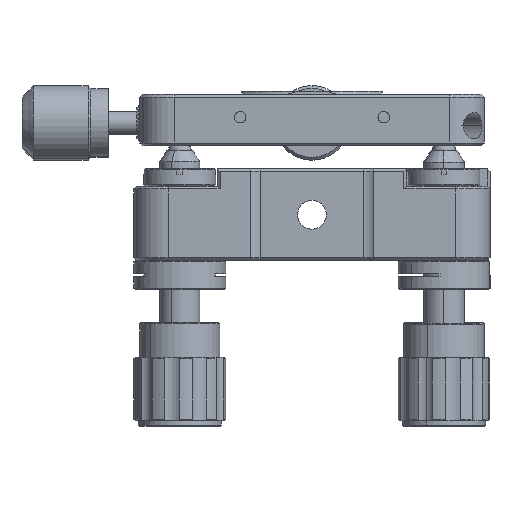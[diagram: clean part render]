
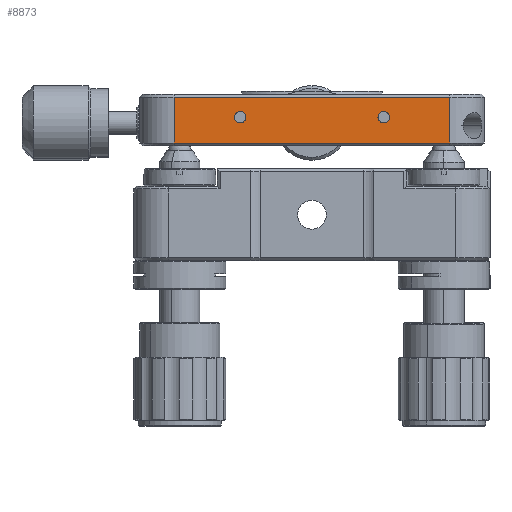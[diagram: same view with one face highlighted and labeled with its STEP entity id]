
A CAD part, front view. The second image highlights one B-rep face of the part: STEP entity #8873.
In plain terms, the highlighted planar face has unit normal (0, -1, 0).
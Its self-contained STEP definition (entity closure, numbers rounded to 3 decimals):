
#140 = AXIS2_PLACEMENT_3D ( 'NONE', #22103, #22273, #10794 ) ;
#728 = CIRCLE ( 'NONE', #20735, 1. ) ;
#736 = DIRECTION ( 'NONE',  ( 0., 0., 1. ) ) ;
#1051 = VERTEX_POINT ( 'NONE', #10940 ) ;
#1374 = DIRECTION ( 'NONE',  ( 1., 0., 0. ) ) ;
#1416 = AXIS2_PLACEMENT_3D ( 'NONE', #7612, #24790, #23348 ) ;
#1558 = FACE_BOUND ( 'NONE', #7054, .T. ) ;
#1793 = CARTESIAN_POINT ( 'NONE',  ( 30., -30., -0.5 ) ) ;
#1831 = DIRECTION ( 'NONE',  ( 0., -1., 0. ) ) ;
#2585 = VERTEX_POINT ( 'NONE', #16800 ) ;
#2981 = EDGE_CURVE ( 'NONE', #3592, #12839, #728, .T. ) ;
#3437 = PLANE ( 'NONE',  #19236 ) ;
#3523 = CARTESIAN_POINT ( 'NONE',  ( 12.5, -30., -3. ) ) ;
#3592 = VERTEX_POINT ( 'NONE', #3523 ) ;
#3741 = CARTESIAN_POINT ( 'NONE',  ( -12.5, -30., -3. ) ) ;
#4041 = LINE ( 'NONE', #1793, #20540 ) ;
#4348 = DIRECTION ( 'NONE',  ( 0., 0., -1. ) ) ;
#4413 = ORIENTED_EDGE ( 'NONE', *, *, #24304, .T. ) ;
#4572 = CIRCLE ( 'NONE', #140, 1. ) ;
#5749 = FACE_BOUND ( 'NONE', #18805, .T. ) ;
#6807 = LINE ( 'NONE', #15609, #24804 ) ;
#7054 = EDGE_LOOP ( 'NONE', ( #22468, #18010 ) ) ;
#7139 = ORIENTED_EDGE ( 'NONE', *, *, #21781, .T. ) ;
#7294 = CARTESIAN_POINT ( 'NONE',  ( 30., -30., -9. ) ) ;
#7552 = EDGE_CURVE ( 'NONE', #21082, #24568, #4572, .T. ) ;
#7612 = CARTESIAN_POINT ( 'NONE',  ( -12.5, -30., -4. ) ) ;
#7729 = CARTESIAN_POINT ( 'NONE',  ( -24., -30., -9. ) ) ;
#7733 = EDGE_CURVE ( 'NONE', #24568, #21082, #7871, .T. ) ;
#7871 = CIRCLE ( 'NONE', #1416, 1. ) ;
#8049 = CARTESIAN_POINT ( 'NONE',  ( -24., -30., -8.5 ) ) ;
#8063 = VECTOR ( 'NONE', #1374, 1000. ) ;
#8158 = LINE ( 'NONE', #7729, #17177 ) ;
#8873 = ADVANCED_FACE ( 'NONE', ( #1558, #5749, #14723 ), #3437, .F. ) ;
#9233 = DIRECTION ( 'NONE',  ( -1., 0., 0. ) ) ;
#10191 = VERTEX_POINT ( 'NONE', #8049 ) ;
#10794 = DIRECTION ( 'NONE',  ( 0., 0., 1. ) ) ;
#10940 = CARTESIAN_POINT ( 'NONE',  ( -24., -30., -0.5 ) ) ;
#12226 = DIRECTION ( 'NONE',  ( 0., -1., 0. ) ) ;
#12839 = VERTEX_POINT ( 'NONE', #18826 ) ;
#13629 = CARTESIAN_POINT ( 'NONE',  ( -12.5, -30., -5. ) ) ;
#14247 = ORIENTED_EDGE ( 'NONE', *, *, #17047, .T. ) ;
#14723 = FACE_OUTER_BOUND ( 'NONE', #23431, .T. ) ;
#14994 = DIRECTION ( 'NONE',  ( 0., 0., -1. ) ) ;
#15038 = ORIENTED_EDGE ( 'NONE', *, *, #18231, .T. ) ;
#15176 = ORIENTED_EDGE ( 'NONE', *, *, #2981, .F. ) ;
#15609 = CARTESIAN_POINT ( 'NONE',  ( 24., -30., -9. ) ) ;
#16800 = CARTESIAN_POINT ( 'NONE',  ( 24., -30., -0.5 ) ) ;
#17047 = EDGE_CURVE ( 'NONE', #20402, #2585, #6807, .T. ) ;
#17165 = DIRECTION ( 'NONE',  ( 0., 0., 1. ) ) ;
#17177 = VECTOR ( 'NONE', #4348, 1000. ) ;
#18010 = ORIENTED_EDGE ( 'NONE', *, *, #7733, .F. ) ;
#18231 = EDGE_CURVE ( 'NONE', #2585, #1051, #4041, .T. ) ;
#18234 = ORIENTED_EDGE ( 'NONE', *, *, #23406, .F. ) ;
#18805 = EDGE_LOOP ( 'NONE', ( #15176, #18234 ) ) ;
#18826 = CARTESIAN_POINT ( 'NONE',  ( 12.5, -30., -5. ) ) ;
#19236 = AXIS2_PLACEMENT_3D ( 'NONE', #7294, #22623, #14994 ) ;
#19729 = LINE ( 'NONE', #23717, #8063 ) ;
#19798 = AXIS2_PLACEMENT_3D ( 'NONE', #24781, #1831, #17165 ) ;
#20087 = DIRECTION ( 'NONE',  ( 0., 0., 1. ) ) ;
#20402 = VERTEX_POINT ( 'NONE', #20826 ) ;
#20540 = VECTOR ( 'NONE', #9233, 1000. ) ;
#20735 = AXIS2_PLACEMENT_3D ( 'NONE', #21929, #12226, #20087 ) ;
#20826 = CARTESIAN_POINT ( 'NONE',  ( 24., -30., -8.5 ) ) ;
#21082 = VERTEX_POINT ( 'NONE', #3741 ) ;
#21781 = EDGE_CURVE ( 'NONE', #1051, #10191, #8158, .T. ) ;
#21929 = CARTESIAN_POINT ( 'NONE',  ( 12.5, -30., -4. ) ) ;
#22103 = CARTESIAN_POINT ( 'NONE',  ( -12.5, -30., -4. ) ) ;
#22273 = DIRECTION ( 'NONE',  ( 0., -1., 0. ) ) ;
#22468 = ORIENTED_EDGE ( 'NONE', *, *, #7552, .F. ) ;
#22623 = DIRECTION ( 'NONE',  ( 0., 1., 0. ) ) ;
#22779 = CIRCLE ( 'NONE', #19798, 1. ) ;
#23348 = DIRECTION ( 'NONE',  ( 0., 0., 1. ) ) ;
#23406 = EDGE_CURVE ( 'NONE', #12839, #3592, #22779, .T. ) ;
#23431 = EDGE_LOOP ( 'NONE', ( #14247, #15038, #7139, #4413 ) ) ;
#23717 = CARTESIAN_POINT ( 'NONE',  ( 24., -30., -8.5 ) ) ;
#24304 = EDGE_CURVE ( 'NONE', #10191, #20402, #19729, .T. ) ;
#24568 = VERTEX_POINT ( 'NONE', #13629 ) ;
#24781 = CARTESIAN_POINT ( 'NONE',  ( 12.5, -30., -4. ) ) ;
#24790 = DIRECTION ( 'NONE',  ( 0., -1., 0. ) ) ;
#24804 = VECTOR ( 'NONE', #736, 1000. ) ;
